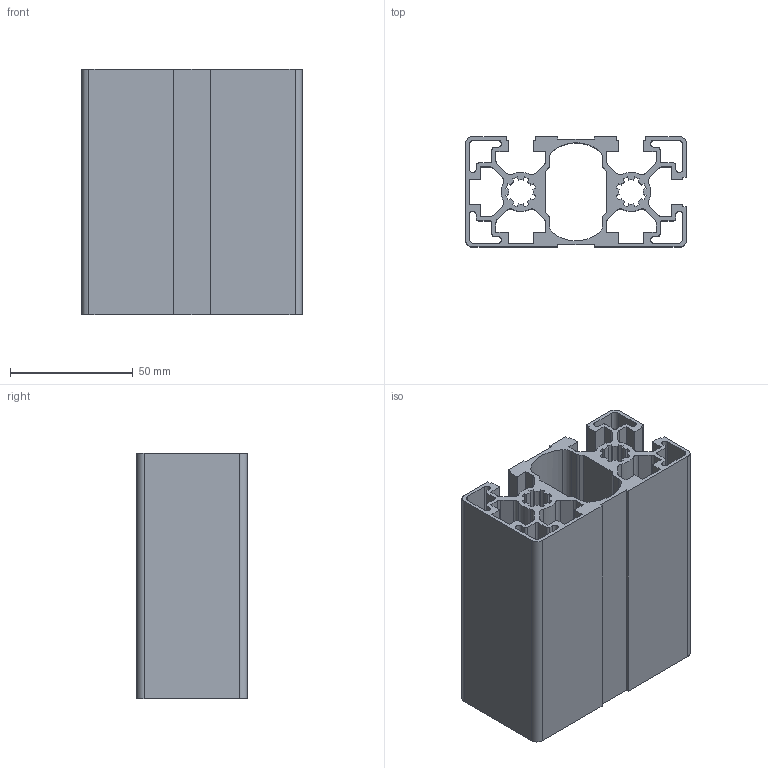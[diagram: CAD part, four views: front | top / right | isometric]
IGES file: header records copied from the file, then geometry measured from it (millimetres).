
Global section: file name: 164593L; native system: Autodesk Inventor 2021; preprocessor: unknown; author: Machotka; organization: ALUTECKK; date: 20230918.163224; units: millimetre
Bounding box: 90 x 45 x 100 mm (x, y, z)
Volume: 121928.1 mm3; surface area: 102356.7 mm2
Topology: 1 solids, 1 shells, 246 faces, 732 edges, 488 vertices
Faces by surface type: bspline 246
